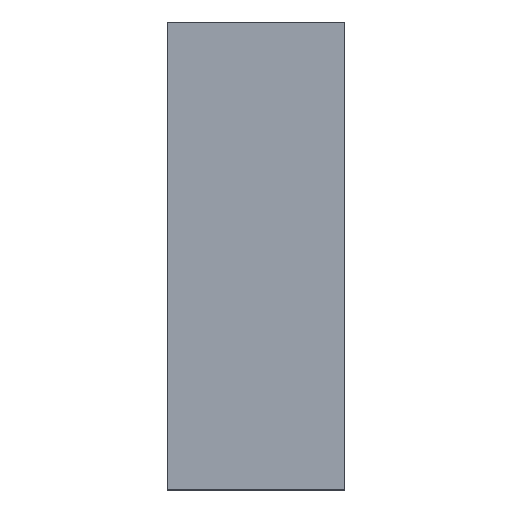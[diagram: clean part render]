
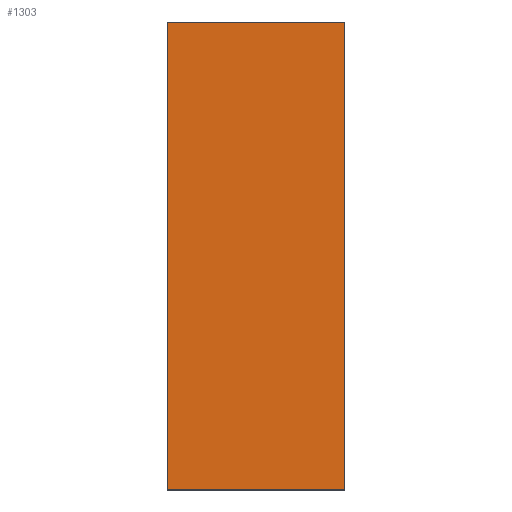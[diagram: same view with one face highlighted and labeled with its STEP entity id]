
A CAD part, left-side view. The second image highlights one B-rep face of the part: STEP entity #1303.
In plain terms, the highlighted planar face has unit normal (-1, 0, 0).
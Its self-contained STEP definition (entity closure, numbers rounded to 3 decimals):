
#190 = FACE_OUTER_BOUND ( 'NONE', #1262, .T. ) ;
#235 = DIRECTION ( 'NONE',  ( 0., -1., 0. ) ) ;
#254 = CARTESIAN_POINT ( 'NONE',  ( 0., 47.625, -62.865 ) ) ;
#256 = CARTESIAN_POINT ( 'NONE',  ( 0., 0., -62.865 ) ) ;
#285 = CARTESIAN_POINT ( 'NONE',  ( 0., 0., 62.865 ) ) ;
#363 = CARTESIAN_POINT ( 'NONE',  ( 0., 47.625, -62.865 ) ) ;
#391 = LINE ( 'NONE', #254, #939 ) ;
#424 = EDGE_CURVE ( 'NONE', #904, #1653, #391, .T. ) ;
#520 = VERTEX_POINT ( 'NONE', #285 ) ;
#813 = EDGE_CURVE ( 'NONE', #520, #1653, #1608, .T. ) ;
#822 = VERTEX_POINT ( 'NONE', #1023 ) ;
#904 = VERTEX_POINT ( 'NONE', #363 ) ;
#915 = PLANE ( 'NONE',  #1812 ) ;
#922 = CARTESIAN_POINT ( 'NONE',  ( 0., 47.625, 62.865 ) ) ;
#939 = VECTOR ( 'NONE', #235, 1000. ) ;
#1023 = CARTESIAN_POINT ( 'NONE',  ( 0., 47.625, 62.865 ) ) ;
#1117 = VECTOR ( 'NONE', #1194, 1000. ) ;
#1194 = DIRECTION ( 'NONE',  ( 0., 0., -1. ) ) ;
#1261 = ORIENTED_EDGE ( 'NONE', *, *, #424, .T. ) ;
#1262 = EDGE_LOOP ( 'NONE', ( #1261, #1626, #1989, #1563 ) ) ;
#1288 = DIRECTION ( 'NONE',  ( 1., 0., 0. ) ) ;
#1303 = ADVANCED_FACE ( 'NONE', ( #190 ), #915, .F. ) ;
#1338 = CARTESIAN_POINT ( 'NONE',  ( 0., 47.625, 62.865 ) ) ;
#1340 = LINE ( 'NONE', #1338, #1828 ) ;
#1429 = DIRECTION ( 'NONE',  ( 0., 0., -1. ) ) ;
#1454 = VECTOR ( 'NONE', #1429, 1000. ) ;
#1458 = EDGE_CURVE ( 'NONE', #822, #520, #1340, .T. ) ;
#1509 = DIRECTION ( 'NONE',  ( 0., -1., 0. ) ) ;
#1563 = ORIENTED_EDGE ( 'NONE', *, *, #2116, .T. ) ;
#1608 = LINE ( 'NONE', #2004, #1117 ) ;
#1626 = ORIENTED_EDGE ( 'NONE', *, *, #813, .F. ) ;
#1653 = VERTEX_POINT ( 'NONE', #256 ) ;
#1812 = AXIS2_PLACEMENT_3D ( 'NONE', #922, #1288, #1991 ) ;
#1828 = VECTOR ( 'NONE', #1509, 1000. ) ;
#1835 = LINE ( 'NONE', #2097, #1454 ) ;
#1989 = ORIENTED_EDGE ( 'NONE', *, *, #1458, .F. ) ;
#1991 = DIRECTION ( 'NONE',  ( 0., 1., 0. ) ) ;
#2004 = CARTESIAN_POINT ( 'NONE',  ( 0., 0., 62.865 ) ) ;
#2097 = CARTESIAN_POINT ( 'NONE',  ( 0., 47.625, 62.865 ) ) ;
#2116 = EDGE_CURVE ( 'NONE', #822, #904, #1835, .T. ) ;
